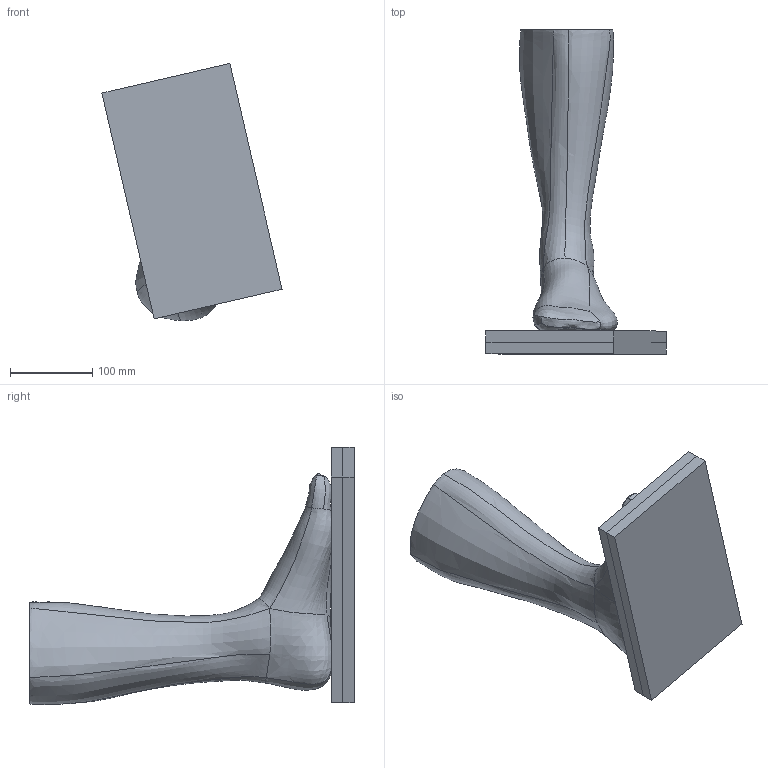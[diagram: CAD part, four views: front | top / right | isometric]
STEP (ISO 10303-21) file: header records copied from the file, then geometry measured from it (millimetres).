
FILE_DESCRIPTION(('FreeCAD Model'),'2;1');
FILE_NAME('Open CASCADE Shape Model','2025-04-29T10:00:28',('FreeCAD'),( 'FreeCAD'),'Open CASCADE STEP processor 7.6','FreeCAD','Unknown');
FILE_SCHEMA(('AUTOMOTIVE_DESIGN { 1 0 10303 214 1 1 1 1 }'));
Products named in the file (1): Open CASCADE STEP translator 7.6 1
Bounding box: 219.09 x 394.71 x 312.74 mm (x, y, z)
Volume: 4168594 mm3; surface area: 511478.9 mm2
Topology: 56 solids, 56 shells, 1298 faces, 3718 edges, 2522 vertices
Faces by surface type: bspline 1298
Entity records: 298237 total; most frequent: CARTESIAN_POINT 278054, ORIENTED_EDGE 7430, EDGE_CURVE 3715, VERTEX_POINT 2522, B_SPLINE_CURVE_WITH_KNOTS 2243, FACE_BOUND 1305, EDGE_LOOP 1305, ADVANCED_FACE 1298
